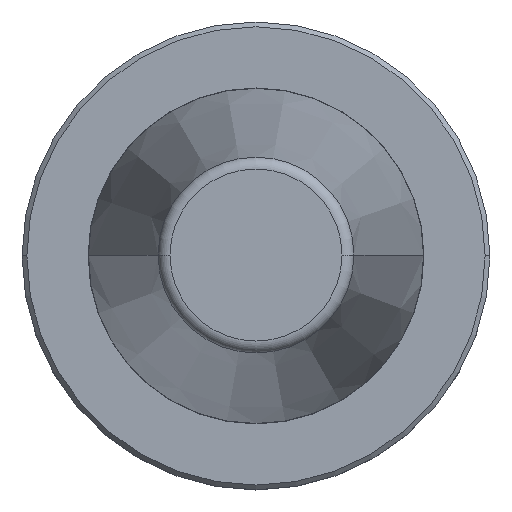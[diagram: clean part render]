
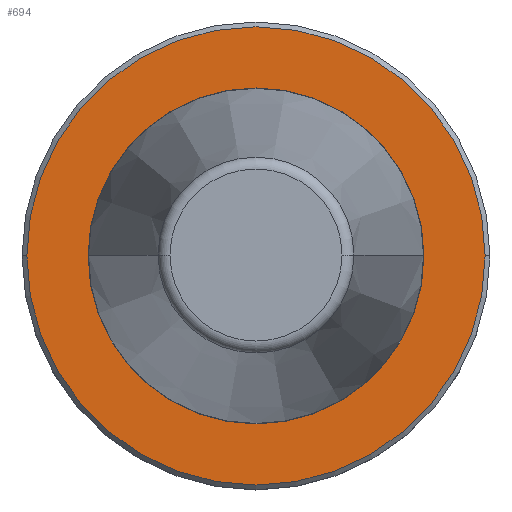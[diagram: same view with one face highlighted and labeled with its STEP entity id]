
A CAD part, top view. The second image highlights one B-rep face of the part: STEP entity #694.
In plain terms, the highlighted planar face has unit normal (0, 0, 1).
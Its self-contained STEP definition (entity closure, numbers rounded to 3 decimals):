
#6 = ORIENTED_EDGE ( 'NONE', *, *, #334, .T. ) ;
#12 = EDGE_LOOP ( 'NONE', ( #786, #610 ) ) ;
#64 = VERTEX_POINT ( 'NONE', #952 ) ;
#65 = PLANE ( 'NONE',  #980 ) ;
#78 = CARTESIAN_POINT ( 'NONE',  ( 0., 47.75, -3.2 ) ) ;
#102 = DIRECTION ( 'NONE',  ( 1., 0., 0. ) ) ;
#133 = AXIS2_PLACEMENT_3D ( 'NONE', #837, #488, #102 ) ;
#152 = AXIS2_PLACEMENT_3D ( 'NONE', #968, #802, #270 ) ;
#192 = ORIENTED_EDGE ( 'NONE', *, *, #407, .T. ) ;
#270 = DIRECTION ( 'NONE',  ( 1., 0., 0. ) ) ;
#278 = CARTESIAN_POINT ( 'NONE',  ( 0., 0., -3.2 ) ) ;
#300 = DIRECTION ( 'NONE',  ( -1., 0., 0. ) ) ;
#334 = EDGE_CURVE ( 'NONE', #662, #372, #703, .T. ) ;
#348 = VERTEX_POINT ( 'NONE', #653 ) ;
#372 = VERTEX_POINT ( 'NONE', #892 ) ;
#388 = DIRECTION ( 'NONE',  ( 0., 0., 1. ) ) ;
#391 = CIRCLE ( 'NONE', #774, 35. ) ;
#407 = EDGE_CURVE ( 'NONE', #372, #662, #470, .T. ) ;
#420 = DIRECTION ( 'NONE',  ( 0., 0., 1. ) ) ;
#470 = CIRCLE ( 'NONE', #152, 47.75 ) ;
#488 = DIRECTION ( 'NONE',  ( 0., 0., 1. ) ) ;
#528 = CARTESIAN_POINT ( 'NONE',  ( 47.75, 0., -3.2 ) ) ;
#547 = EDGE_CURVE ( 'NONE', #348, #64, #391, .T. ) ;
#610 = ORIENTED_EDGE ( 'NONE', *, *, #680, .F. ) ;
#653 = CARTESIAN_POINT ( 'NONE',  ( 35., 0., -3.2 ) ) ;
#662 = VERTEX_POINT ( 'NONE', #528 ) ;
#680 = EDGE_CURVE ( 'NONE', #64, #348, #890, .T. ) ;
#692 = FACE_OUTER_BOUND ( 'NONE', #900, .T. ) ;
#694 = ADVANCED_FACE ( 'NONE', ( #912, #692 ), #65, .F. ) ;
#703 = CIRCLE ( 'NONE', #133, 47.75 ) ;
#712 = AXIS2_PLACEMENT_3D ( 'NONE', #919, #388, #848 ) ;
#774 = AXIS2_PLACEMENT_3D ( 'NONE', #278, #420, #881 ) ;
#786 = ORIENTED_EDGE ( 'NONE', *, *, #547, .F. ) ;
#802 = DIRECTION ( 'NONE',  ( 0., 0., 1. ) ) ;
#837 = CARTESIAN_POINT ( 'NONE',  ( 0., 0., -3.2 ) ) ;
#843 = DIRECTION ( 'NONE',  ( 0., 0., -1. ) ) ;
#848 = DIRECTION ( 'NONE',  ( 1., 0., 0. ) ) ;
#881 = DIRECTION ( 'NONE',  ( 1., 0., 0. ) ) ;
#890 = CIRCLE ( 'NONE', #712, 35. ) ;
#892 = CARTESIAN_POINT ( 'NONE',  ( -47.75, 0., -3.2 ) ) ;
#900 = EDGE_LOOP ( 'NONE', ( #192, #6 ) ) ;
#912 = FACE_BOUND ( 'NONE', #12, .T. ) ;
#919 = CARTESIAN_POINT ( 'NONE',  ( 0., 0., -3.2 ) ) ;
#952 = CARTESIAN_POINT ( 'NONE',  ( -35., 0., -3.2 ) ) ;
#968 = CARTESIAN_POINT ( 'NONE',  ( 0., 0., -3.2 ) ) ;
#980 = AXIS2_PLACEMENT_3D ( 'NONE', #78, #843, #300 ) ;
